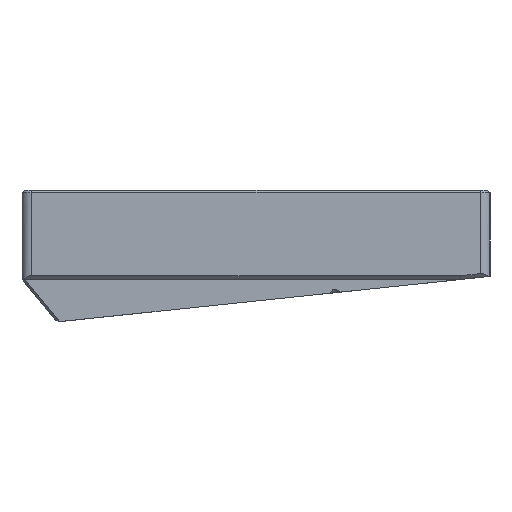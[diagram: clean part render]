
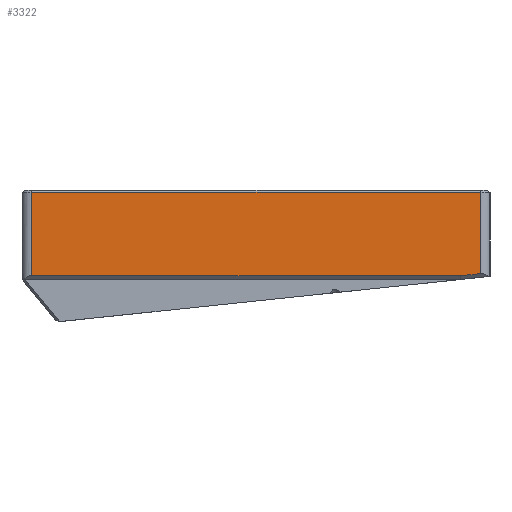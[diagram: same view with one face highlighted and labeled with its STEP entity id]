
A CAD part, left-side view. The second image highlights one B-rep face of the part: STEP entity #3322.
In plain terms, the highlighted planar face has unit normal (-1, 0, 0).
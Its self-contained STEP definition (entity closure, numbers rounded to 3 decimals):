
#250=PLANE('',#3617);
#362=FACE_OUTER_BOUND('',#565,.T.);
#565=EDGE_LOOP('',(#2610,#2611,#2612,#2613,#2614));
#780=LINE('',#5105,#1107);
#799=LINE('',#5178,#1126);
#802=LINE('',#5185,#1129);
#803=LINE('',#5187,#1130);
#885=LINE('',#5440,#1212);
#1107=VECTOR('',#4027,1000.);
#1126=VECTOR('',#4114,10.);
#1129=VECTOR('',#4121,1000.);
#1130=VECTOR('',#4124,10.);
#1212=VECTOR('',#4324,1000.);
#1455=VERTEX_POINT('',#5102);
#1456=VERTEX_POINT('',#5104);
#1475=VERTEX_POINT('',#5175);
#1476=VERTEX_POINT('',#5177);
#1478=VERTEX_POINT('',#5183);
#1807=EDGE_CURVE('',#1456,#1455,#780,.F.);
#1841=EDGE_CURVE('',#1476,#1475,#799,.T.);
#1845=EDGE_CURVE('',#1475,#1478,#802,.T.);
#1846=EDGE_CURVE('',#1455,#1476,#803,.T.);
#1972=EDGE_CURVE('',#1478,#1456,#885,.T.);
#2610=ORIENTED_EDGE('',*,*,#1845,.T.);
#2611=ORIENTED_EDGE('',*,*,#1972,.T.);
#2612=ORIENTED_EDGE('',*,*,#1807,.T.);
#2613=ORIENTED_EDGE('',*,*,#1846,.T.);
#2614=ORIENTED_EDGE('',*,*,#1841,.T.);
#3322=ADVANCED_FACE('',(#362),#250,.T.);
#3617=AXIS2_PLACEMENT_3D('',#5439,#4322,#4323);
#4027=DIRECTION('',(0.,0.,1.));
#4114=DIRECTION('',(0.,-0.995,0.105));
#4121=DIRECTION('',(0.,0.,1.));
#4124=DIRECTION('',(0.,-1.,0.));
#4322=DIRECTION('center_axis',(-1.,0.,0.));
#4323=DIRECTION('ref_axis',(0.,0.,1.));
#4324=DIRECTION('',(0.,1.,0.));
#5102=CARTESIAN_POINT('',(-157.375,52.85,9.933));
#5104=CARTESIAN_POINT('',(-157.375,52.85,29.547));
#5105=CARTESIAN_POINT('',(-157.375,52.85,-0.002));
#5175=CARTESIAN_POINT('',(-157.375,-52.85,10.427));
#5177=CARTESIAN_POINT('',(-157.375,-48.148,9.933));
#5178=CARTESIAN_POINT('',(-157.375,0.507,4.819));
#5183=CARTESIAN_POINT('',(-157.375,-52.85,29.547));
#5185=CARTESIAN_POINT('',(-157.375,-52.85,30.047));
#5187=CARTESIAN_POINT('',(-157.375,-139.872,9.933));
#5439=CARTESIAN_POINT('Origin',(-157.375,0.,-0.002));
#5440=CARTESIAN_POINT('',(-157.375,52.85,29.547));
